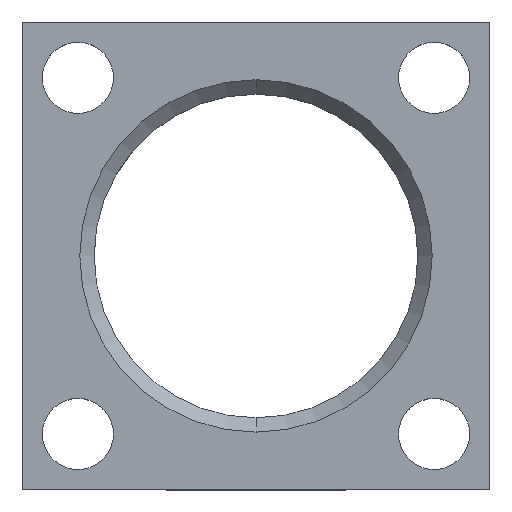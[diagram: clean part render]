
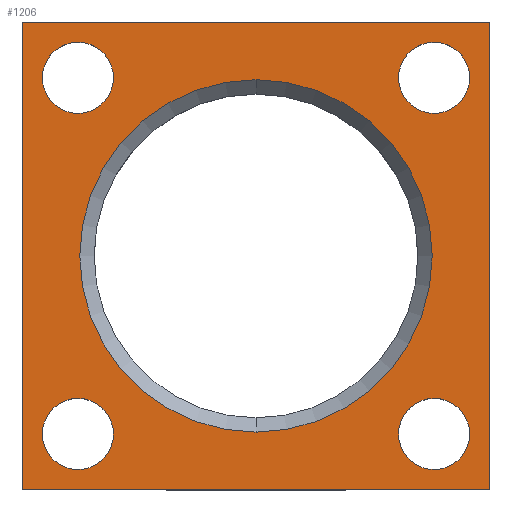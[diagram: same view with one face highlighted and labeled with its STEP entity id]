
A CAD part, top view. The second image highlights one B-rep face of the part: STEP entity #1206.
In plain terms, the highlighted planar face has unit normal (0, 0, 1).
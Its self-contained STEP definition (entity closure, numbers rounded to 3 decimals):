
#114=DIRECTION('',(0.,-1.,0.));
#115=VECTOR('',#114,38.1);
#116=CARTESIAN_POINT('',(-19.05,19.05,0.));
#117=LINE('',#116,#115);
#122=DIRECTION('',(-1.,0.,0.));
#123=VECTOR('',#122,38.1);
#124=CARTESIAN_POINT('',(19.05,19.05,0.));
#125=LINE('',#124,#123);
#129=DIRECTION('',(0.,1.,0.));
#130=VECTOR('',#129,38.1);
#131=CARTESIAN_POINT('',(19.05,-19.05,0.));
#132=LINE('',#131,#130);
#136=DIRECTION('',(1.,0.,0.));
#137=VECTOR('',#136,38.1);
#138=CARTESIAN_POINT('',(-19.05,-19.05,0.));
#139=LINE('',#138,#137);
#143=CARTESIAN_POINT('',(0.,0.,0.));
#144=DIRECTION('',(0.,0.,-1.));
#145=DIRECTION('',(0.,1.,0.));
#146=AXIS2_PLACEMENT_3D('',#143,#144,#145);
#151=CARTESIAN_POINT('',(0.,0.,0.));
#152=DIRECTION('',(0.,0.,-1.));
#153=DIRECTION('',(0.,-1.,0.));
#154=AXIS2_PLACEMENT_3D('',#151,#152,#153);
#159=CARTESIAN_POINT('',(14.503,-14.503,0.));
#160=DIRECTION('',(0.,0.,-1.));
#161=DIRECTION('',(-1.,0.,0.));
#162=AXIS2_PLACEMENT_3D('',#159,#160,#161);
#167=CARTESIAN_POINT('',(14.503,-14.503,0.));
#168=DIRECTION('',(0.,0.,-1.));
#169=DIRECTION('',(1.,0.,0.));
#170=AXIS2_PLACEMENT_3D('',#167,#168,#169);
#175=CARTESIAN_POINT('',(-14.503,-14.503,0.));
#176=DIRECTION('',(0.,0.,-1.));
#177=DIRECTION('',(-1.,0.,0.));
#178=AXIS2_PLACEMENT_3D('',#175,#176,#177);
#183=CARTESIAN_POINT('',(-14.503,-14.503,0.));
#184=DIRECTION('',(0.,0.,-1.));
#185=DIRECTION('',(1.,0.,0.));
#186=AXIS2_PLACEMENT_3D('',#183,#184,#185);
#191=CARTESIAN_POINT('',(14.503,14.503,0.));
#192=DIRECTION('',(0.,0.,-1.));
#193=DIRECTION('',(-1.,0.,0.));
#194=AXIS2_PLACEMENT_3D('',#191,#192,#193);
#199=CARTESIAN_POINT('',(14.503,14.503,0.));
#200=DIRECTION('',(0.,0.,-1.));
#201=DIRECTION('',(1.,0.,0.));
#202=AXIS2_PLACEMENT_3D('',#199,#200,#201);
#207=CARTESIAN_POINT('',(-14.503,14.503,0.));
#208=DIRECTION('',(0.,0.,-1.));
#209=DIRECTION('',(-1.,0.,0.));
#210=AXIS2_PLACEMENT_3D('',#207,#208,#209);
#215=CARTESIAN_POINT('',(-14.503,14.503,0.));
#216=DIRECTION('',(0.,0.,-1.));
#217=DIRECTION('',(1.,0.,0.));
#218=AXIS2_PLACEMENT_3D('',#215,#216,#217);
#1017=CARTESIAN_POINT('',(-19.05,19.05,0.));
#1018=CARTESIAN_POINT('',(-19.05,-19.05,0.));
#1019=VERTEX_POINT('',#1017);
#1020=VERTEX_POINT('',#1018);
#1021=CARTESIAN_POINT('',(19.05,-19.05,0.));
#1022=VERTEX_POINT('',#1021);
#1023=CARTESIAN_POINT('',(19.05,19.05,0.));
#1024=VERTEX_POINT('',#1023);
#1025=CARTESIAN_POINT('',(0.,14.351,0.));
#1026=CARTESIAN_POINT('',(0.,-14.351,0.));
#1027=VERTEX_POINT('',#1025);
#1028=VERTEX_POINT('',#1026);
#1097=CARTESIAN_POINT('',(11.608,-14.503,0.));
#1098=CARTESIAN_POINT('',(17.399,-14.503,0.));
#1099=VERTEX_POINT('',#1097);
#1100=VERTEX_POINT('',#1098);
#1105=CARTESIAN_POINT('',(-17.399,-14.503,0.));
#1106=CARTESIAN_POINT('',(-11.608,-14.503,0.));
#1107=VERTEX_POINT('',#1105);
#1108=VERTEX_POINT('',#1106);
#1113=CARTESIAN_POINT('',(11.608,14.503,0.));
#1114=CARTESIAN_POINT('',(17.399,14.503,0.));
#1115=VERTEX_POINT('',#1113);
#1116=VERTEX_POINT('',#1114);
#1121=CARTESIAN_POINT('',(-17.399,14.503,0.));
#1122=CARTESIAN_POINT('',(-11.608,14.503,0.));
#1123=VERTEX_POINT('',#1121);
#1124=VERTEX_POINT('',#1122);
#1161=CARTESIAN_POINT('',(0.,0.,0.));
#1162=DIRECTION('',(0.,0.,1.));
#1163=DIRECTION('',(1.,0.,0.));
#1164=AXIS2_PLACEMENT_3D('',#1161,#1162,#1163);
#1165=PLANE('',#1164);
#1167=ORIENTED_EDGE('',*,*,#1166,.F.);
#1169=ORIENTED_EDGE('',*,*,#1168,.F.);
#1171=ORIENTED_EDGE('',*,*,#1170,.F.);
#1173=ORIENTED_EDGE('',*,*,#1172,.F.);
#1174=EDGE_LOOP('',(#1167,#1169,#1171,#1173));
#1175=FACE_OUTER_BOUND('',#1174,.F.);
#1177=ORIENTED_EDGE('',*,*,#1176,.F.);
#1179=ORIENTED_EDGE('',*,*,#1178,.F.);
#1180=EDGE_LOOP('',(#1177,#1179));
#1181=FACE_BOUND('',#1180,.F.);
#1183=ORIENTED_EDGE('',*,*,#1182,.F.);
#1185=ORIENTED_EDGE('',*,*,#1184,.F.);
#1186=EDGE_LOOP('',(#1183,#1185));
#1187=FACE_BOUND('',#1186,.F.);
#1189=ORIENTED_EDGE('',*,*,#1188,.F.);
#1191=ORIENTED_EDGE('',*,*,#1190,.F.);
#1192=EDGE_LOOP('',(#1189,#1191));
#1193=FACE_BOUND('',#1192,.F.);
#1195=ORIENTED_EDGE('',*,*,#1194,.F.);
#1197=ORIENTED_EDGE('',*,*,#1196,.F.);
#1198=EDGE_LOOP('',(#1195,#1197));
#1199=FACE_BOUND('',#1198,.F.);
#1201=ORIENTED_EDGE('',*,*,#1200,.F.);
#1203=ORIENTED_EDGE('',*,*,#1202,.F.);
#1204=EDGE_LOOP('',(#1201,#1203));
#1205=FACE_BOUND('',#1204,.F.);
#1206=ADVANCED_FACE('',(#1175,#1181,#1187,#1193,#1199,#1205),#1165,.T.);
#147=CIRCLE('',#146,14.351);
#155=CIRCLE('',#154,14.351);
#163=CIRCLE('',#162,2.896);
#171=CIRCLE('',#170,2.896);
#179=CIRCLE('',#178,2.896);
#187=CIRCLE('',#186,2.896);
#195=CIRCLE('',#194,2.896);
#203=CIRCLE('',#202,2.896);
#211=CIRCLE('',#210,2.896);
#219=CIRCLE('',#218,2.896);
#1166=EDGE_CURVE('',#1019,#1020,#117,.T.);
#1168=EDGE_CURVE('',#1024,#1019,#125,.T.);
#1170=EDGE_CURVE('',#1022,#1024,#132,.T.);
#1172=EDGE_CURVE('',#1020,#1022,#139,.T.);
#1176=EDGE_CURVE('',#1027,#1028,#147,.T.);
#1178=EDGE_CURVE('',#1028,#1027,#155,.T.);
#1182=EDGE_CURVE('',#1099,#1100,#163,.T.);
#1184=EDGE_CURVE('',#1100,#1099,#171,.T.);
#1188=EDGE_CURVE('',#1107,#1108,#179,.T.);
#1190=EDGE_CURVE('',#1108,#1107,#187,.T.);
#1194=EDGE_CURVE('',#1115,#1116,#195,.T.);
#1196=EDGE_CURVE('',#1116,#1115,#203,.T.);
#1200=EDGE_CURVE('',#1123,#1124,#211,.T.);
#1202=EDGE_CURVE('',#1124,#1123,#219,.T.);
